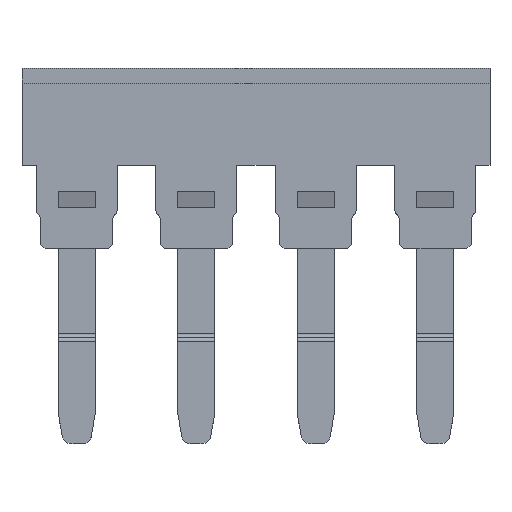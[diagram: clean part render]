
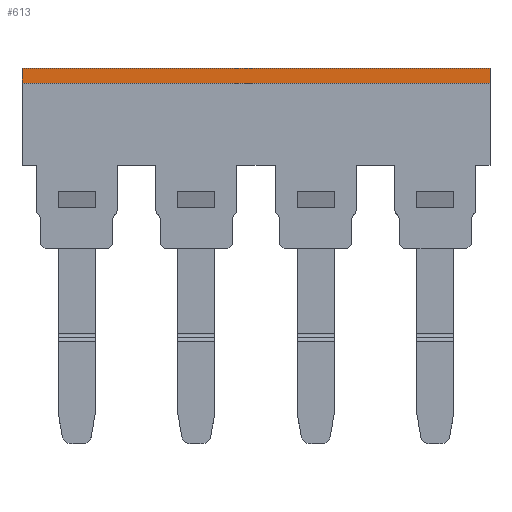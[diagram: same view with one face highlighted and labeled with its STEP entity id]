
A CAD part, top view. The second image highlights one B-rep face of the part: STEP entity #613.
In plain terms, the highlighted planar face has unit normal (0, 0, 1).
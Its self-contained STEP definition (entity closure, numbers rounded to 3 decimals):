
#7 = EDGE_CURVE ( 'NONE', #5261, #5306, #1119, .T. ) ;
#36 = EDGE_CURVE ( 'NONE', #5272, #5030, #1218, .T. ) ;
#60 = EDGE_CURVE ( 'NONE', #5261, #5030, #1253, .T. ) ;
#63 = EDGE_CURVE ( 'NONE', #5306, #5272, #1228, .T. ) ;
#613 = ADVANCED_FACE ( 'NONE', ( #1935 ), #1967, .T. ) ;
#1118 = CARTESIAN_POINT ( 'NONE',  ( 1157.594, 673.088, 3.75 ) ) ;
#1119 = LINE ( 'NONE', #1118, #2926 ) ;
#1120 = DIRECTION ( 'NONE',  ( 0., 1., 0. ) ) ;
#1196 = CARTESIAN_POINT ( 'NONE',  ( 1119.994, 666.621, 3.75 ) ) ;
#1210 = DIRECTION ( 'NONE',  ( 0., -1., 0. ) ) ;
#1218 = LINE ( 'NONE', #1196, #2954 ) ;
#1225 = CARTESIAN_POINT ( 'NONE',  ( 1129.594, 673.088, 3.75 ) ) ;
#1228 = LINE ( 'NONE', #1268, #2998 ) ;
#1236 = DIRECTION ( 'NONE',  ( -1., 0., 0. ) ) ;
#1250 = DIRECTION ( 'NONE',  ( -1., 0., 0. ) ) ;
#1253 = LINE ( 'NONE', #1225, #3004 ) ;
#1268 = CARTESIAN_POINT ( 'NONE',  ( 1129.594, 674.288, 3.75 ) ) ;
#1743 = ORIENTED_EDGE ( 'NONE', *, *, #63, .T. ) ;
#1752 = ORIENTED_EDGE ( 'NONE', *, *, #7, .T. ) ;
#1763 = ORIENTED_EDGE ( 'NONE', *, *, #60, .F. ) ;
#1769 = ORIENTED_EDGE ( 'NONE', *, *, #36, .T. ) ;
#1935 = FACE_OUTER_BOUND ( 'NONE', #4967, .T. ) ;
#1937 = DIRECTION ( 'NONE',  ( 1., 0., 0. ) ) ;
#1946 = DIRECTION ( 'NONE',  ( 0., 0., 1. ) ) ;
#1967 = PLANE ( 'NONE',  #2846 ) ;
#1968 = CARTESIAN_POINT ( 'NONE',  ( 1129.594, 673.088, 3.75 ) ) ;
#2069 = CARTESIAN_POINT ( 'NONE',  ( 1119.994, 673.088, 3.75 ) ) ;
#2296 = CARTESIAN_POINT ( 'NONE',  ( 1157.594, 673.088, 3.75 ) ) ;
#2314 = CARTESIAN_POINT ( 'NONE',  ( 1119.994, 674.288, 3.75 ) ) ;
#2368 = CARTESIAN_POINT ( 'NONE',  ( 1157.594, 674.288, 3.75 ) ) ;
#2846 = AXIS2_PLACEMENT_3D ( 'NONE', #1968, #1946, #1937 ) ;
#2926 = VECTOR ( 'NONE', #1120, 1000. ) ;
#2954 = VECTOR ( 'NONE', #1210, 1000. ) ;
#2998 = VECTOR ( 'NONE', #1236, 1000. ) ;
#3004 = VECTOR ( 'NONE', #1250, 1000. ) ;
#4967 = EDGE_LOOP ( 'NONE', ( #1743, #1769, #1763, #1752 ) ) ;
#5030 = VERTEX_POINT ( 'NONE', #2069 ) ;
#5261 = VERTEX_POINT ( 'NONE', #2296 ) ;
#5272 = VERTEX_POINT ( 'NONE', #2314 ) ;
#5306 = VERTEX_POINT ( 'NONE', #2368 ) ;
